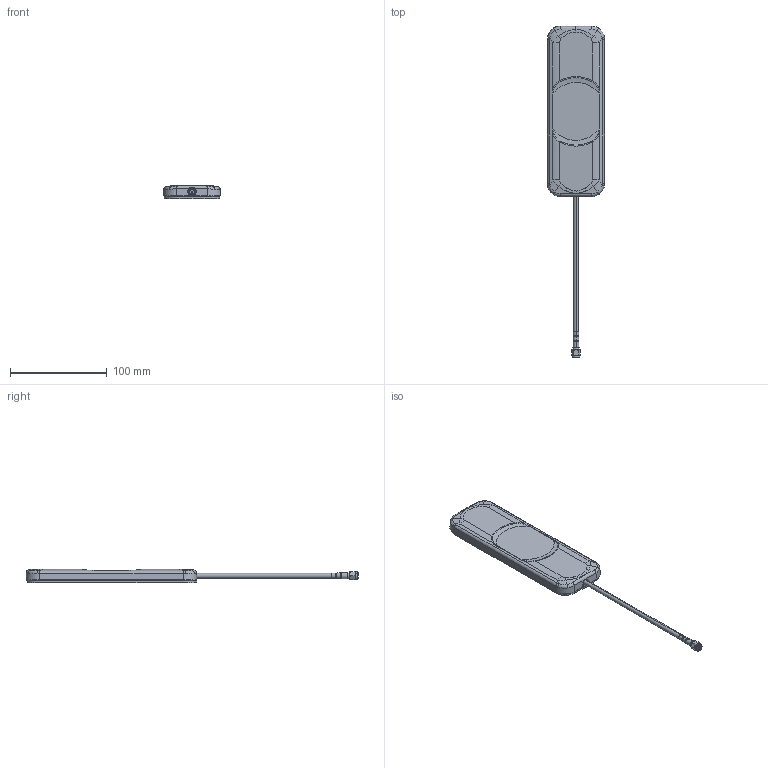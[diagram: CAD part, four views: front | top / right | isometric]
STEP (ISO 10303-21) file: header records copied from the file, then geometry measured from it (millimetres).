
FILE_DESCRIPTION (( 'STEP AP214' ), '1' );
FILE_NAME ('GSA.8841.A.105111_Web.STEP', '2022-03-14T14:39:42', ( '' ), ( '' ), 'SwSTEP 2.0', 'SolidWorks 2018', '' );
FILE_SCHEMA (( 'AUTOMOTIVE_DESIGN' ));
Length unit declared in the file: millimetre
Products named in the file (1): GSA.8841.A.105111_Web
Bounding box: 59.18 x 343.14 x 13.6 mm (x, y, z)
Surface area: 38833 mm2 (no closed solid volume)
Topology: 0 solids, 7 shells, 144 faces, 389 edges, 253 vertices
Faces by surface type: bspline 64, plane 35, cylinder 31, torus 8, cone 6
Entity records: 17831 total; most frequent: CARTESIAN_POINT 13257, ORIENTED_EDGE 714, DIRECTION 437, EDGE_CURVE 389, VERTEX_POINT 253, AXIS2_PLACEMENT_3D 152, EDGE_LOOP 148, UNCERTAINTY_MEASURE_WITH_UNIT 146
